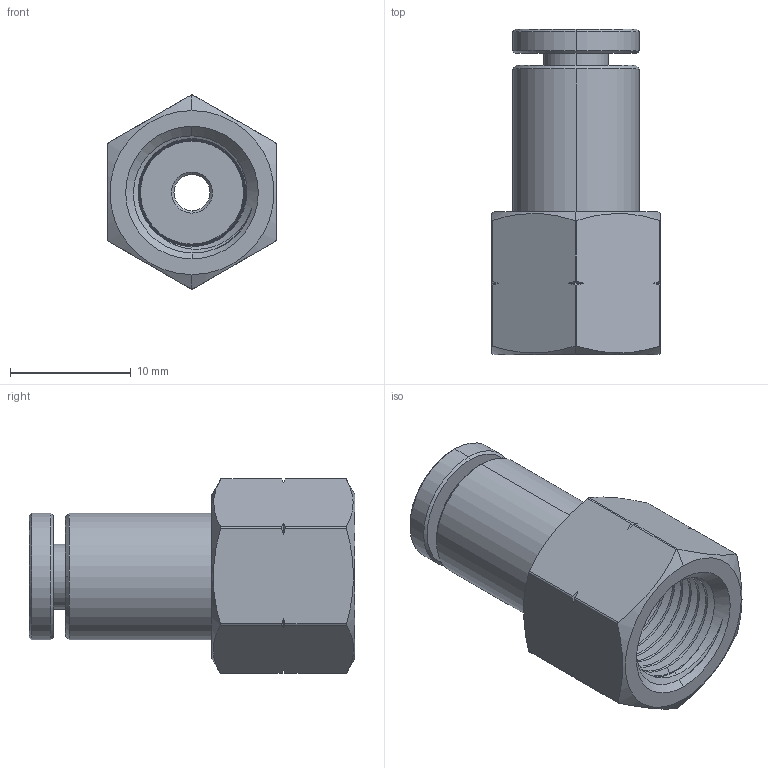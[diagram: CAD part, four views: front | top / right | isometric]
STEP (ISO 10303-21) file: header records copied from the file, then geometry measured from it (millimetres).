
FILE_DESCRIPTION (( 'STEP AP203' ), '1' );
FILE_NAME ('FCS5-32N1-8W.step', '2016-12-28T23:21:06', ( '' ), ( '' ), 'SwSTEP 2.0', 'SolidWorks 2016', '' );
FILE_SCHEMA (( 'CONFIG_CONTROL_DESIGN' ));
Length unit declared in the file: millimetre
Products named in the file (1): FCS5-32N1-8W
Bounding box: 14 x 27.01 x 16.12 mm (x, y, z)
Volume: 2231.5 mm3; surface area: 3027.1 mm2
Topology: 5 solids, 5 shells, 319 faces, 889 edges, 584 vertices
Faces by surface type: cone 129, plane 100, cylinder 64, bspline 26
Entity records: 14063 total; most frequent: CARTESIAN_POINT 6449, ORIENTED_EDGE 1778, DIRECTION 1319, EDGE_CURVE 889, VERTEX_POINT 584, AXIS2_PLACEMENT_3D 539, B_SPLINE_CURVE_WITH_KNOTS 403, EDGE_LOOP 333
